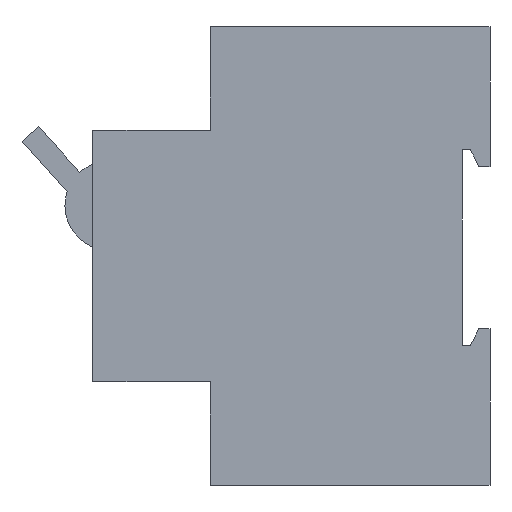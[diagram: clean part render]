
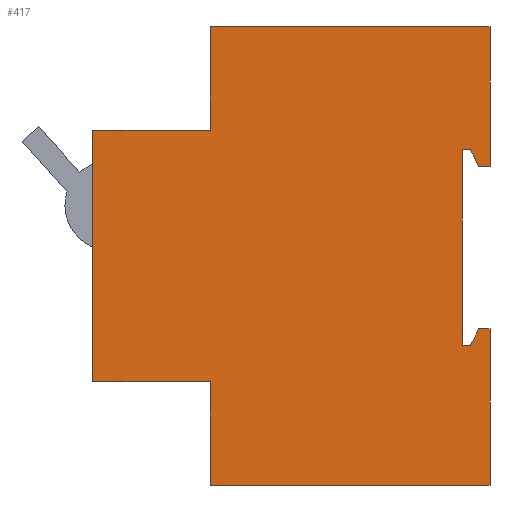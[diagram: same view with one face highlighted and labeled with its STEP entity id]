
A CAD part, left-side view. The second image highlights one B-rep face of the part: STEP entity #417.
In plain terms, the highlighted planar face has unit normal (-1, 0, 0).
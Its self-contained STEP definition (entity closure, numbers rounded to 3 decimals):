
#15 = CARTESIAN_POINT ( 'NONE',  ( 0., 50., -18.5 ) ) ;
#16 = LINE ( 'NONE', #461, #664 ) ;
#28 = CARTESIAN_POINT ( 'NONE',  ( 0., 50., -63.5 ) ) ;
#29 = VERTEX_POINT ( 'NONE', #250 ) ;
#43 = ORIENTED_EDGE ( 'NONE', *, *, #164, .F. ) ;
#46 = ORIENTED_EDGE ( 'NONE', *, *, #1109, .F. ) ;
#51 = VERTEX_POINT ( 'NONE', #542 ) ;
#53 = EDGE_CURVE ( 'NONE', #709, #939, #1111, .T. ) ;
#57 = VECTOR ( 'NONE', #323, 1000. ) ;
#65 = ORIENTED_EDGE ( 'NONE', *, *, #239, .F. ) ;
#75 = VERTEX_POINT ( 'NONE', #435 ) ;
#109 = LINE ( 'NONE', #987, #297 ) ;
#113 = ORIENTED_EDGE ( 'NONE', *, *, #238, .F. ) ;
#136 = CARTESIAN_POINT ( 'NONE',  ( 0., 50., 0. ) ) ;
#143 = ORIENTED_EDGE ( 'NONE', *, *, #53, .F. ) ;
#163 = DIRECTION ( 'NONE',  ( 0., -1., 0. ) ) ;
#164 = EDGE_CURVE ( 'NONE', #472, #75, #109, .T. ) ;
#169 = CARTESIAN_POINT ( 'NONE',  ( 0., 2., -54. ) ) ;
#171 = VECTOR ( 'NONE', #864, 1000. ) ;
#173 = EDGE_CURVE ( 'NONE', #587, #646, #543, .T. ) ;
#196 = CARTESIAN_POINT ( 'NONE',  ( 0., 0., -82. ) ) ;
#204 = CARTESIAN_POINT ( 'NONE',  ( 0., 3.5, -57. ) ) ;
#206 = CARTESIAN_POINT ( 'NONE',  ( 0., 5., -22. ) ) ;
#210 = DIRECTION ( 'NONE',  ( 0., 0., -1. ) ) ;
#219 = DIRECTION ( 'NONE',  ( 0., 1., 0. ) ) ;
#236 = CARTESIAN_POINT ( 'NONE',  ( 0., 2., -25. ) ) ;
#238 = EDGE_CURVE ( 'NONE', #29, #709, #331, .T. ) ;
#239 = EDGE_CURVE ( 'NONE', #284, #29, #416, .T. ) ;
#250 = CARTESIAN_POINT ( 'NONE',  ( 0., 50., -18.5 ) ) ;
#283 = DIRECTION ( 'NONE',  ( 0., 1., 0. ) ) ;
#284 = VERTEX_POINT ( 'NONE', #1096 ) ;
#297 = VECTOR ( 'NONE', #1160, 1000. ) ;
#318 = VERTEX_POINT ( 'NONE', #566 ) ;
#323 = DIRECTION ( 'NONE',  ( 0., 1., 0. ) ) ;
#324 = CARTESIAN_POINT ( 'NONE',  ( 0., 0., 0. ) ) ;
#331 = LINE ( 'NONE', #822, #813 ) ;
#336 = VECTOR ( 'NONE', #1016, 1000. ) ;
#347 = EDGE_CURVE ( 'NONE', #383, #587, #756, .T. ) ;
#358 = VERTEX_POINT ( 'NONE', #206 ) ;
#376 = DIRECTION ( 'NONE',  ( 0., 0., 1. ) ) ;
#383 = VERTEX_POINT ( 'NONE', #936 ) ;
#387 = ORIENTED_EDGE ( 'NONE', *, *, #1039, .F. ) ;
#393 = CARTESIAN_POINT ( 'NONE',  ( 0., 50., -63.5 ) ) ;
#415 = LINE ( 'NONE', #506, #736 ) ;
#416 = LINE ( 'NONE', #15, #464 ) ;
#417 = ADVANCED_FACE ( 'NONE', ( #523 ), #846, .F. ) ;
#420 = ORIENTED_EDGE ( 'NONE', *, *, #803, .F. ) ;
#423 = ORIENTED_EDGE ( 'NONE', *, *, #613, .F. ) ;
#428 = VECTOR ( 'NONE', #903, 1000. ) ;
#431 = ORIENTED_EDGE ( 'NONE', *, *, #173, .F. ) ;
#435 = CARTESIAN_POINT ( 'NONE',  ( 0., 0., -54. ) ) ;
#448 = ORIENTED_EDGE ( 'NONE', *, *, #720, .F. ) ;
#450 = CARTESIAN_POINT ( 'NONE',  ( 0., 5., -22. ) ) ;
#461 = CARTESIAN_POINT ( 'NONE',  ( 0., 71., -18.5 ) ) ;
#464 = VECTOR ( 'NONE', #653, 1000. ) ;
#472 = VERTEX_POINT ( 'NONE', #169 ) ;
#474 = DIRECTION ( 'NONE',  ( 0., 0., -1. ) ) ;
#480 = CARTESIAN_POINT ( 'NONE',  ( 0., 0., -25. ) ) ;
#503 = LINE ( 'NONE', #940, #57 ) ;
#506 = CARTESIAN_POINT ( 'NONE',  ( 0., 0., -25. ) ) ;
#508 = ORIENTED_EDGE ( 'NONE', *, *, #1061, .F. ) ;
#515 = ORIENTED_EDGE ( 'NONE', *, *, #560, .F. ) ;
#522 = VECTOR ( 'NONE', #1141, 1000. ) ;
#523 = FACE_OUTER_BOUND ( 'NONE', #559, .T. ) ;
#537 = LINE ( 'NONE', #635, #1128 ) ;
#542 = CARTESIAN_POINT ( 'NONE',  ( 0., 0., -25. ) ) ;
#543 = LINE ( 'NONE', #554, #801 ) ;
#554 = CARTESIAN_POINT ( 'NONE',  ( 0., 71., -63.5 ) ) ;
#559 = EDGE_LOOP ( 'NONE', ( #993, #143, #113, #65, #809, #431, #685, #831, #46, #43, #515, #420, #387, #448, #508, #423 ) ) ;
#560 = EDGE_CURVE ( 'NONE', #833, #472, #897, .T. ) ;
#566 = CARTESIAN_POINT ( 'NONE',  ( 0., 5., -57. ) ) ;
#587 = VERTEX_POINT ( 'NONE', #393 ) ;
#611 = CARTESIAN_POINT ( 'NONE',  ( 0., 5., -57. ) ) ;
#613 = EDGE_CURVE ( 'NONE', #51, #659, #415, .T. ) ;
#617 = EDGE_CURVE ( 'NONE', #939, #51, #783, .T. ) ;
#619 = VERTEX_POINT ( 'NONE', #949 ) ;
#627 = DIRECTION ( 'NONE',  ( 0., 0.447, 0.894 ) ) ;
#635 = CARTESIAN_POINT ( 'NONE',  ( 0., 2., -25. ) ) ;
#637 = AXIS2_PLACEMENT_3D ( 'NONE', #480, #754, #210 ) ;
#639 = LINE ( 'NONE', #450, #428 ) ;
#645 = DIRECTION ( 'NONE',  ( 0., 0., 1. ) ) ;
#646 = VERTEX_POINT ( 'NONE', #1029 ) ;
#653 = DIRECTION ( 'NONE',  ( 0., -1., 0. ) ) ;
#659 = VERTEX_POINT ( 'NONE', #236 ) ;
#664 = VECTOR ( 'NONE', #376, 1000. ) ;
#685 = ORIENTED_EDGE ( 'NONE', *, *, #347, .F. ) ;
#709 = VERTEX_POINT ( 'NONE', #136 ) ;
#714 = DIRECTION ( 'NONE',  ( 0., 1., 0. ) ) ;
#717 = VECTOR ( 'NONE', #163, 1000. ) ;
#720 = EDGE_CURVE ( 'NONE', #619, #358, #503, .T. ) ;
#736 = VECTOR ( 'NONE', #219, 1000. ) ;
#754 = DIRECTION ( 'NONE',  ( 1., 0., 0. ) ) ;
#756 = LINE ( 'NONE', #28, #336 ) ;
#783 = LINE ( 'NONE', #324, #171 ) ;
#795 = LINE ( 'NONE', #611, #522 ) ;
#800 = CARTESIAN_POINT ( 'NONE',  ( 0., 0., 0. ) ) ;
#801 = VECTOR ( 'NONE', #283, 1000. ) ;
#803 = EDGE_CURVE ( 'NONE', #318, #833, #795, .T. ) ;
#809 = ORIENTED_EDGE ( 'NONE', *, *, #1086, .F. ) ;
#813 = VECTOR ( 'NONE', #645, 1000. ) ;
#822 = CARTESIAN_POINT ( 'NONE',  ( 0., 50., 0. ) ) ;
#831 = ORIENTED_EDGE ( 'NONE', *, *, #968, .F. ) ;
#833 = VERTEX_POINT ( 'NONE', #875 ) ;
#846 = PLANE ( 'NONE',  #637 ) ;
#864 = DIRECTION ( 'NONE',  ( 0., 0., -1. ) ) ;
#875 = CARTESIAN_POINT ( 'NONE',  ( 0., 3.5, -57. ) ) ;
#881 = LINE ( 'NONE', #1069, #929 ) ;
#897 = LINE ( 'NONE', #204, #1107 ) ;
#903 = DIRECTION ( 'NONE',  ( 0., 0., -1. ) ) ;
#929 = VECTOR ( 'NONE', #714, 1000. ) ;
#936 = CARTESIAN_POINT ( 'NONE',  ( 0., 50., -82. ) ) ;
#939 = VERTEX_POINT ( 'NONE', #1138 ) ;
#940 = CARTESIAN_POINT ( 'NONE',  ( 0., 3.5, -22. ) ) ;
#949 = CARTESIAN_POINT ( 'NONE',  ( 0., 3.5, -22. ) ) ;
#968 = EDGE_CURVE ( 'NONE', #1162, #383, #881, .T. ) ;
#987 = CARTESIAN_POINT ( 'NONE',  ( 0., 2., -54. ) ) ;
#993 = ORIENTED_EDGE ( 'NONE', *, *, #617, .F. ) ;
#998 = LINE ( 'NONE', #1014, #1038 ) ;
#1014 = CARTESIAN_POINT ( 'NONE',  ( 0., 0., -82. ) ) ;
#1016 = DIRECTION ( 'NONE',  ( 0., 0., 1. ) ) ;
#1029 = CARTESIAN_POINT ( 'NONE',  ( 0., 71., -63.5 ) ) ;
#1038 = VECTOR ( 'NONE', #474, 1000. ) ;
#1039 = EDGE_CURVE ( 'NONE', #358, #318, #639, .T. ) ;
#1061 = EDGE_CURVE ( 'NONE', #659, #619, #537, .T. ) ;
#1069 = CARTESIAN_POINT ( 'NONE',  ( 0., 50., -82. ) ) ;
#1086 = EDGE_CURVE ( 'NONE', #646, #284, #16, .T. ) ;
#1096 = CARTESIAN_POINT ( 'NONE',  ( 0., 71., -18.5 ) ) ;
#1107 = VECTOR ( 'NONE', #1113, 1000. ) ;
#1109 = EDGE_CURVE ( 'NONE', #75, #1162, #998, .T. ) ;
#1111 = LINE ( 'NONE', #800, #717 ) ;
#1113 = DIRECTION ( 'NONE',  ( 0., -0.447, 0.894 ) ) ;
#1128 = VECTOR ( 'NONE', #627, 1000. ) ;
#1138 = CARTESIAN_POINT ( 'NONE',  ( 0., 0., 0. ) ) ;
#1141 = DIRECTION ( 'NONE',  ( 0., -1., 0. ) ) ;
#1160 = DIRECTION ( 'NONE',  ( 0., -1., 0. ) ) ;
#1162 = VERTEX_POINT ( 'NONE', #196 ) ;
